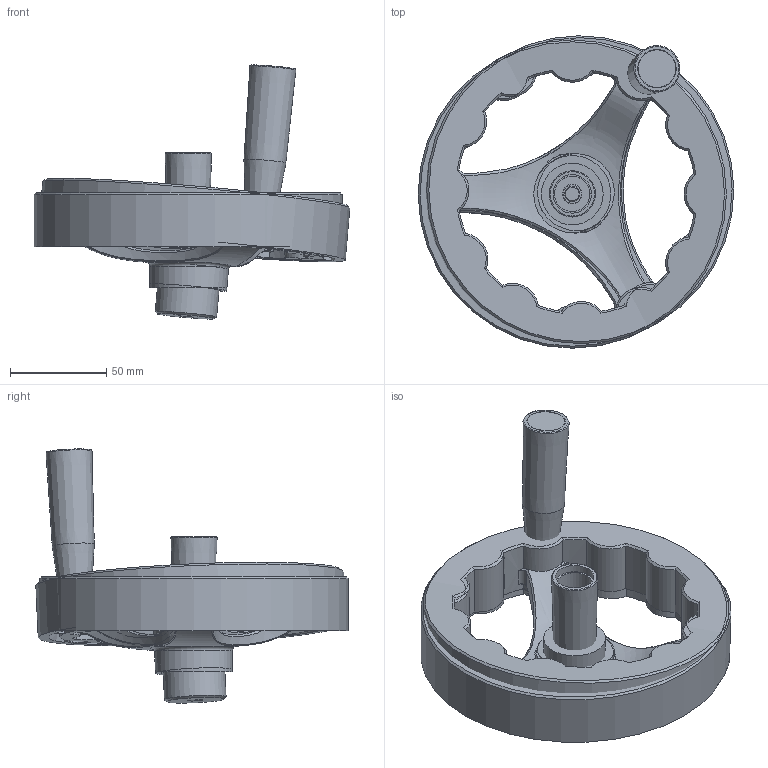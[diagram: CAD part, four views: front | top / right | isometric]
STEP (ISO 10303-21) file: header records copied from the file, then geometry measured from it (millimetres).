
FILE_DESCRIPTION( ( 'Unknown' ), '1' );
FILE_NAME( '6360015_V3RA160_MEP.stp', 'Unknown', ( 'Unknown' ), ( 'Unknown' ), 'XStep 1.0', 'Unknown', ' ' );
FILE_SCHEMA( ( 'CONFIG_CONTROL_DESIGN' ) );
Length unit declared in the file: millimetre
Products named in the file (7): Assem1; 1839410; 8900184; 1833053; 1801078; 6360015; 1831150
Bounding box: 163.85 x 162.11 x 131.91 mm (x, y, z)
Volume: 527882.5 mm3; surface area: 183767.1 mm2
Topology: 12 solids, 12 shells, 492 faces, 1170 edges, 716 vertices
Faces by surface type: cylinder 214, plane 136, cone 76, bspline 36, torus 16, revolution 14
Full cylindrical faces by diameter (mm): 6 x2, 6.5 x2, 6.6 x2, 6.71 x2, 6.8 x2, 7.9 x2, 8 x2, 10 x6, 11 x4, 15.9 x2, 18.404 x2, 19.9 x2, 20 x2, 30 x2, 32 x6, 34 x4, 40 x4, 160 x2
Entity records: 9061 total; most frequent: CARTESIAN_POINT 3401, DIRECTION 1138, ORIENTED_EDGE 1034, EDGE_CURVE 517, AXIS2_PLACEMENT_3D 475, VERTEX_POINT 342, EDGE_LOOP 314, FACE_OUTER_BOUND 280
